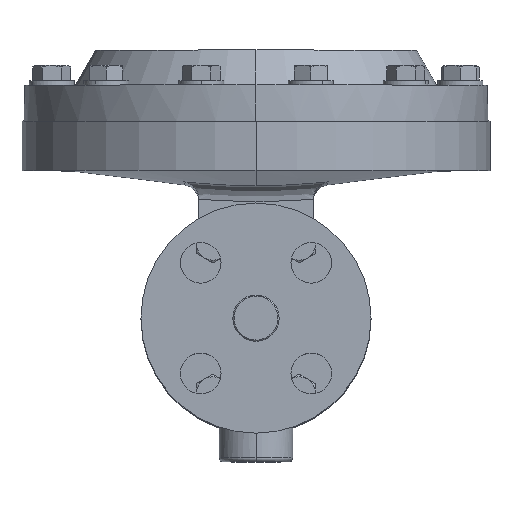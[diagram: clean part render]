
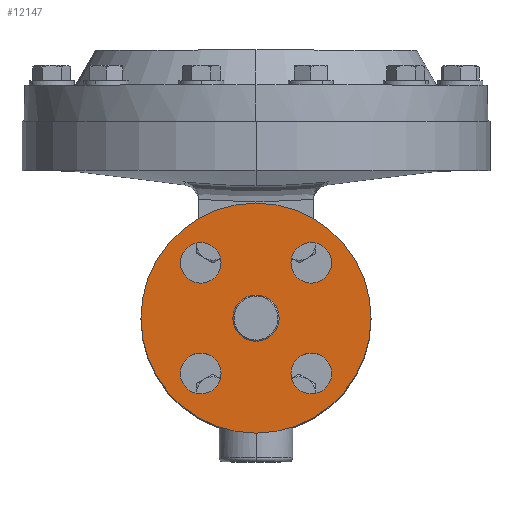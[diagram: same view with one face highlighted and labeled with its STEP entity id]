
A CAD part, top view. The second image highlights one B-rep face of the part: STEP entity #12147.
In plain terms, the highlighted planar face has unit normal (0, 0, 1).
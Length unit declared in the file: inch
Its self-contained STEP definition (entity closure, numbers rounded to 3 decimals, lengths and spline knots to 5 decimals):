
#9 = EDGE_CURVE ( 'NONE', #11733, #10718, #717, .T. ) ;
#219 = AXIS2_PLACEMENT_3D ( 'NONE', #9600, #3288, #10680 ) ;
#376 = CIRCLE ( 'NONE', #2196, 0.31 ) ;
#378 = CARTESIAN_POINT ( 'NONE',  ( 0.3515, 0., 4.81 ) ) ;
#411 = AXIS2_PLACEMENT_3D ( 'NONE', #11538, #6289, #8396 ) ;
#483 = EDGE_CURVE ( 'NONE', #3458, #9052, #2362, .T. ) ;
#585 = CARTESIAN_POINT ( 'NONE',  ( -0.84146, 0.84146, 4.81 ) ) ;
#597 = CARTESIAN_POINT ( 'NONE',  ( 0.53146, 0.84146, 4.81 ) ) ;
#645 = EDGE_CURVE ( 'NONE', #3284, #11403, #376, .T. ) ;
#676 = CARTESIAN_POINT ( 'NONE',  ( 0., 0., 4.81 ) ) ;
#686 = CARTESIAN_POINT ( 'NONE',  ( 0., 0., 4.81 ) ) ;
#717 = CIRCLE ( 'NONE', #411, 0.31 ) ;
#746 = ORIENTED_EDGE ( 'NONE', *, *, #9, .T. ) ;
#824 = DIRECTION ( 'NONE',  ( 0., 0., -1. ) ) ;
#933 = DIRECTION ( 'NONE',  ( 0., 0., 1. ) ) ;
#953 = VERTEX_POINT ( 'NONE', #3240 ) ;
#1156 = CARTESIAN_POINT ( 'NONE',  ( 0.84146, -0.84146, 4.81 ) ) ;
#1232 = EDGE_CURVE ( 'NONE', #11591, #6280, #7303, .T. ) ;
#1286 = VERTEX_POINT ( 'NONE', #12475 ) ;
#1358 = FACE_BOUND ( 'NONE', #11261, .T. ) ;
#1381 = DIRECTION ( 'NONE',  ( 0., 0., -1. ) ) ;
#1404 = CARTESIAN_POINT ( 'NONE',  ( -1.15146, 0.84146, 4.81 ) ) ;
#1518 = CARTESIAN_POINT ( 'NONE',  ( 1.15146, 0.84146, 4.81 ) ) ;
#1644 = DIRECTION ( 'NONE',  ( 0., 0., -1. ) ) ;
#1722 = AXIS2_PLACEMENT_3D ( 'NONE', #1156, #8538, #2230 ) ;
#1738 = DIRECTION ( 'NONE',  ( 1., 0., 0. ) ) ;
#1748 = DIRECTION ( 'NONE',  ( 1., 0., 0. ) ) ;
#2044 = CIRCLE ( 'NONE', #2246, 1.75 ) ;
#2196 = AXIS2_PLACEMENT_3D ( 'NONE', #585, #1644, #7962 ) ;
#2230 = DIRECTION ( 'NONE',  ( 1., 0., 0. ) ) ;
#2246 = AXIS2_PLACEMENT_3D ( 'NONE', #676, #8046, #1738 ) ;
#2362 = CIRCLE ( 'NONE', #8110, 0.3515 ) ;
#2467 = ORIENTED_EDGE ( 'NONE', *, *, #1232, .T. ) ;
#2569 = CIRCLE ( 'NONE', #10209, 0.31 ) ;
#3190 = CARTESIAN_POINT ( 'NONE',  ( -1.75, 0., 4.81 ) ) ;
#3240 = CARTESIAN_POINT ( 'NONE',  ( -0.53146, -0.84146, 4.81 ) ) ;
#3284 = VERTEX_POINT ( 'NONE', #1404 ) ;
#3288 = DIRECTION ( 'NONE',  ( 0., 0., -1. ) ) ;
#3458 = VERTEX_POINT ( 'NONE', #9101 ) ;
#3461 = PLANE ( 'NONE',  #5655 ) ;
#4011 = ORIENTED_EDGE ( 'NONE', *, *, #8792, .F. ) ;
#4362 = EDGE_CURVE ( 'NONE', #6280, #11591, #2044, .T. ) ;
#4633 = EDGE_LOOP ( 'NONE', ( #13356, #6088 ) ) ;
#4762 = AXIS2_PLACEMENT_3D ( 'NONE', #7707, #1381, #8762 ) ;
#5251 = EDGE_CURVE ( 'NONE', #953, #1286, #5353, .T. ) ;
#5353 = CIRCLE ( 'NONE', #7121, 0.31 ) ;
#5506 = CARTESIAN_POINT ( 'NONE',  ( 1.15146, -0.84146, 4.81 ) ) ;
#5535 = CARTESIAN_POINT ( 'NONE',  ( -0.84146, -0.84146, 4.81 ) ) ;
#5587 = CARTESIAN_POINT ( 'NONE',  ( 0., 1.75, 4.81 ) ) ;
#5650 = CARTESIAN_POINT ( 'NONE',  ( -0.84146, 0.84146, 4.81 ) ) ;
#5655 = AXIS2_PLACEMENT_3D ( 'NONE', #5587, #13024, #6645 ) ;
#5694 = EDGE_CURVE ( 'NONE', #1286, #953, #8297, .T. ) ;
#5716 = AXIS2_PLACEMENT_3D ( 'NONE', #7160, #824, #8199 ) ;
#6088 = ORIENTED_EDGE ( 'NONE', *, *, #5251, .T. ) ;
#6280 = VERTEX_POINT ( 'NONE', #3190 ) ;
#6289 = DIRECTION ( 'NONE',  ( 0., 0., -1. ) ) ;
#6403 = DIRECTION ( 'NONE',  ( 1., 0., 0. ) ) ;
#6416 = VERTEX_POINT ( 'NONE', #5506 ) ;
#6448 = DIRECTION ( 'NONE',  ( 0., 0., 1. ) ) ;
#6501 = CARTESIAN_POINT ( 'NONE',  ( 0., 0., 4.81 ) ) ;
#6584 = DIRECTION ( 'NONE',  ( 1., 0., 0. ) ) ;
#6645 = DIRECTION ( 'NONE',  ( 1., 0., 0. ) ) ;
#6658 = FACE_OUTER_BOUND ( 'NONE', #7241, .T. ) ;
#6710 = DIRECTION ( 'NONE',  ( 1., 0., 0. ) ) ;
#6742 = VERTEX_POINT ( 'NONE', #10512 ) ;
#7121 = AXIS2_PLACEMENT_3D ( 'NONE', #5535, #12964, #6584 ) ;
#7160 = CARTESIAN_POINT ( 'NONE',  ( 0.84146, -0.84146, 4.81 ) ) ;
#7222 = ORIENTED_EDGE ( 'NONE', *, *, #8913, .T. ) ;
#7241 = EDGE_LOOP ( 'NONE', ( #2467, #10072 ) ) ;
#7258 = CARTESIAN_POINT ( 'NONE',  ( 0., 0., 4.81 ) ) ;
#7303 = CIRCLE ( 'NONE', #8026, 1.75 ) ;
#7312 = FACE_BOUND ( 'NONE', #4633, .T. ) ;
#7707 = CARTESIAN_POINT ( 'NONE',  ( 0.84146, 0.84146, 4.81 ) ) ;
#7962 = DIRECTION ( 'NONE',  ( 1., 0., 0. ) ) ;
#8026 = AXIS2_PLACEMENT_3D ( 'NONE', #686, #8055, #1748 ) ;
#8046 = DIRECTION ( 'NONE',  ( 0., 0., 1. ) ) ;
#8055 = DIRECTION ( 'NONE',  ( 0., 0., 1. ) ) ;
#8110 = AXIS2_PLACEMENT_3D ( 'NONE', #6501, #6448, #6403 ) ;
#8199 = DIRECTION ( 'NONE',  ( 1., 0., 0. ) ) ;
#8297 = CIRCLE ( 'NONE', #219, 0.31 ) ;
#8319 = DIRECTION ( 'NONE',  ( 1., 0., 0. ) ) ;
#8396 = DIRECTION ( 'NONE',  ( 1., 0., 0. ) ) ;
#8451 = CARTESIAN_POINT ( 'NONE',  ( -0.53146, 0.84146, 4.81 ) ) ;
#8538 = DIRECTION ( 'NONE',  ( 0., 0., -1. ) ) ;
#8762 = DIRECTION ( 'NONE',  ( 1., 0., 0. ) ) ;
#8792 = EDGE_CURVE ( 'NONE', #9052, #3458, #12734, .T. ) ;
#8797 = CIRCLE ( 'NONE', #4762, 0.31 ) ;
#8803 = EDGE_LOOP ( 'NONE', ( #746, #12944 ) ) ;
#8913 = EDGE_CURVE ( 'NONE', #6416, #6742, #9174, .T. ) ;
#8919 = ORIENTED_EDGE ( 'NONE', *, *, #483, .F. ) ;
#9022 = EDGE_CURVE ( 'NONE', #11403, #3284, #2569, .T. ) ;
#9045 = AXIS2_PLACEMENT_3D ( 'NONE', #7258, #933, #8319 ) ;
#9052 = VERTEX_POINT ( 'NONE', #378 ) ;
#9101 = CARTESIAN_POINT ( 'NONE',  ( -0.3515, 0., 4.81 ) ) ;
#9174 = CIRCLE ( 'NONE', #1722, 0.31 ) ;
#9288 = EDGE_CURVE ( 'NONE', #6742, #6416, #11874, .T. ) ;
#9439 = FACE_BOUND ( 'NONE', #13598, .T. ) ;
#9600 = CARTESIAN_POINT ( 'NONE',  ( -0.84146, -0.84146, 4.81 ) ) ;
#9774 = FACE_BOUND ( 'NONE', #8803, .T. ) ;
#10072 = ORIENTED_EDGE ( 'NONE', *, *, #4362, .T. ) ;
#10209 = AXIS2_PLACEMENT_3D ( 'NONE', #5650, #13082, #6710 ) ;
#10217 = ORIENTED_EDGE ( 'NONE', *, *, #9022, .T. ) ;
#10512 = CARTESIAN_POINT ( 'NONE',  ( 0.53146, -0.84146, 4.81 ) ) ;
#10680 = DIRECTION ( 'NONE',  ( 1., 0., 0. ) ) ;
#10718 = VERTEX_POINT ( 'NONE', #1518 ) ;
#10893 = ORIENTED_EDGE ( 'NONE', *, *, #645, .T. ) ;
#11261 = EDGE_LOOP ( 'NONE', ( #12860, #7222 ) ) ;
#11403 = VERTEX_POINT ( 'NONE', #8451 ) ;
#11538 = CARTESIAN_POINT ( 'NONE',  ( 0.84146, 0.84146, 4.81 ) ) ;
#11591 = VERTEX_POINT ( 'NONE', #11968 ) ;
#11602 = EDGE_CURVE ( 'NONE', #10718, #11733, #8797, .T. ) ;
#11623 = EDGE_LOOP ( 'NONE', ( #10893, #10217 ) ) ;
#11733 = VERTEX_POINT ( 'NONE', #597 ) ;
#11874 = CIRCLE ( 'NONE', #5716, 0.31 ) ;
#11968 = CARTESIAN_POINT ( 'NONE',  ( 1.75, 0., 4.81 ) ) ;
#12147 = ADVANCED_FACE ( 'NONE', ( #9774, #1358, #7312, #12323, #9439, #6658 ), #3461, .T. ) ;
#12323 = FACE_BOUND ( 'NONE', #11623, .T. ) ;
#12475 = CARTESIAN_POINT ( 'NONE',  ( -1.15146, -0.84146, 4.81 ) ) ;
#12734 = CIRCLE ( 'NONE', #9045, 0.3515 ) ;
#12860 = ORIENTED_EDGE ( 'NONE', *, *, #9288, .T. ) ;
#12944 = ORIENTED_EDGE ( 'NONE', *, *, #11602, .T. ) ;
#12964 = DIRECTION ( 'NONE',  ( 0., 0., -1. ) ) ;
#13024 = DIRECTION ( 'NONE',  ( 0., 0., 1. ) ) ;
#13082 = DIRECTION ( 'NONE',  ( 0., 0., -1. ) ) ;
#13356 = ORIENTED_EDGE ( 'NONE', *, *, #5694, .T. ) ;
#13598 = EDGE_LOOP ( 'NONE', ( #8919, #4011 ) ) ;
